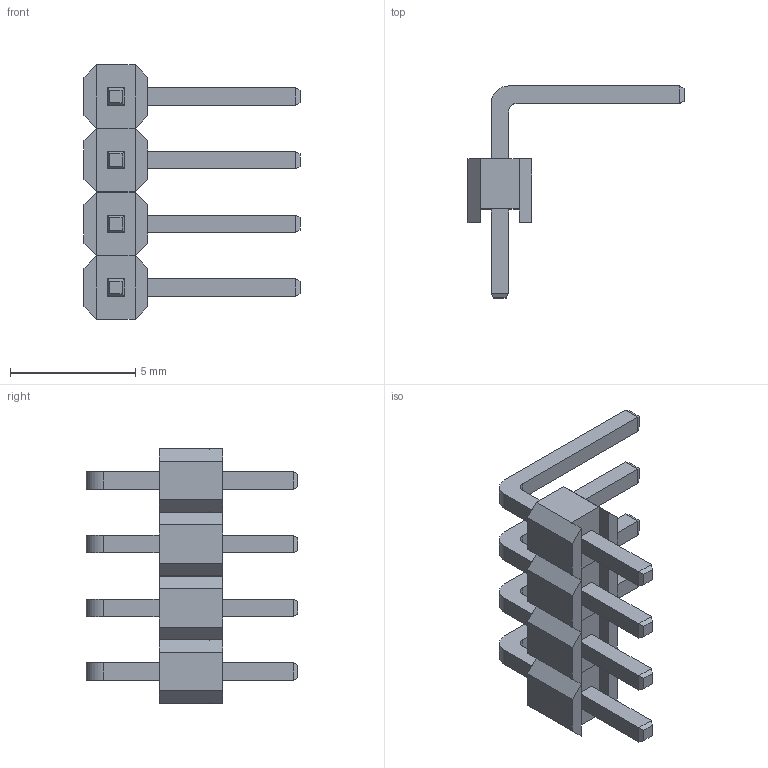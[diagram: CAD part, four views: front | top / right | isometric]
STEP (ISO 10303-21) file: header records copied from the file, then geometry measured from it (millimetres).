
FILE_DESCRIPTION (( 'STEP AP214' ), '1' );
FILE_NAME ('ACD09BB6-5C59-489A-B96C-2C8DE454D78F.STEP', '2023-09-13T13:41:53', ( '' ), ( '' ), 'SwSTEP 2.0', 'SolidWorks 2022', '' );
FILE_SCHEMA (( 'AUTOMOTIVE_DESIGN' ));
Length unit declared in the file: millimetre
Products named in the file (1): ACD09BB6-5C59-489A-B96C-2C8DE454D78F
Bounding box: 8.62 x 8.45 x 10.16 mm (x, y, z)
Volume: 78 mm3; surface area: 290 mm2
Topology: 4 solids, 4 shells, 144 faces, 336 edges, 208 vertices
Faces by surface type: plane 136, cylinder 8
Entity records: 4649 total; most frequent: CARTESIAN_POINT 689, ORIENTED_EDGE 672, DIRECTION 642, EDGE_CURVE 336, VECTOR 320, LINE 320, VERTEX_POINT 208, AXIS2_PLACEMENT_3D 161
